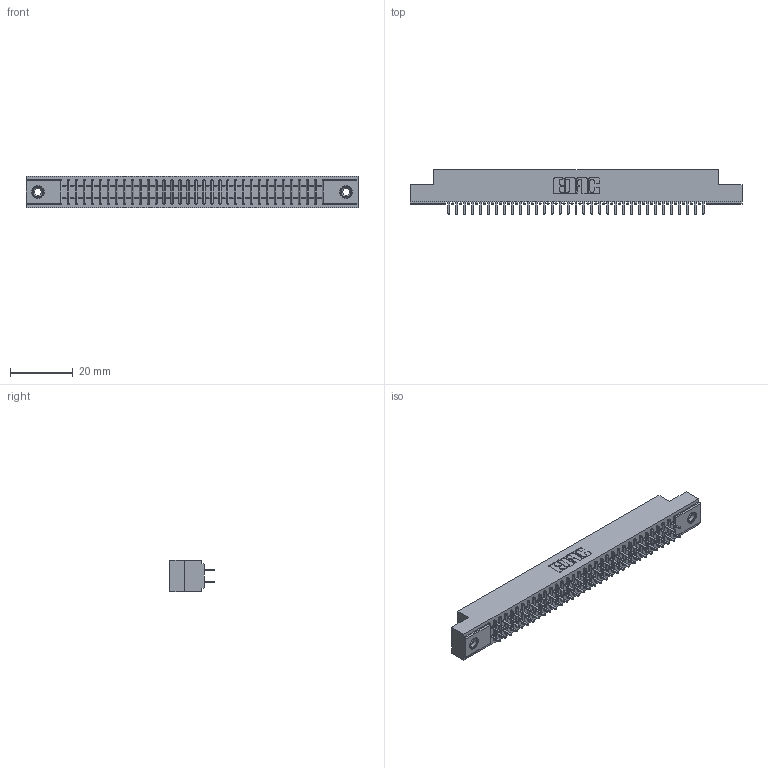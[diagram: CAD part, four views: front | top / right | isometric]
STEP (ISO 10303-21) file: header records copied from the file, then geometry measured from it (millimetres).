
FILE_DESCRIPTION (( 'STEP AP203' ), '1' );
FILE_NAME ('391-066-520-208.STEP', '2018-08-09T13:24:56', ( '' ), ( '' ), 'SwSTEP 2.0', 'SolidWorks 2016', '' );
FILE_SCHEMA (( 'CONFIG_CONTROL_DESIGN' ));
Length unit declared in the file: inch
Products named in the file (4): 341 Part_.156 (3.96) Dia Mounting Holes; 341-292-001_341-292-120; 345-250-001_345-250-003-102; 391-066-520-208
Assembly tree (69 placements, depth 2):
  391-066-520-208
    341 Part_.156 (3.96) Dia Mounting Holes
    341-292-001_341-292-120  x66
    345-250-001_345-250-003-102  x2
Bounding box: 106.05 x 14.27 x 10.16 mm (x, y, z)
Volume: 7819 mm3; surface area: 13552.3 mm2
Topology: 69 solids, 69 shells, 4532 faces, 13091 edges, 8474 vertices
Faces by surface type: plane 2740, cylinder 1644, sphere 68, torus 68, cone 12
Entity records: 42321 total; most frequent: CARTESIAN_POINT 7018, ORIENTED_EDGE 6966, DIRECTION 6827, EDGE_CURVE 3483, VECTOR 2801, LINE 2801, VERTEX_POINT 2204, AXIS2_PLACEMENT_3D 2013
